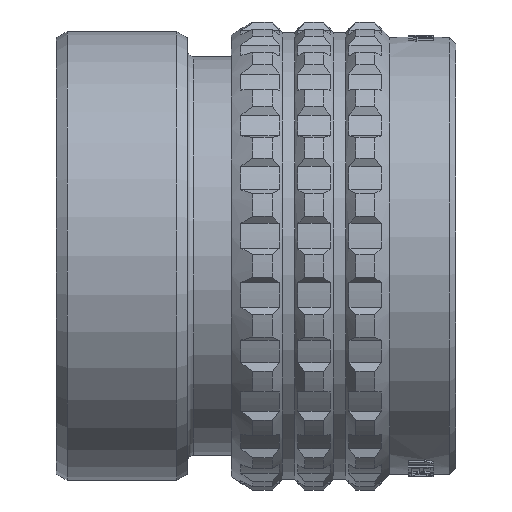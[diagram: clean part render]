
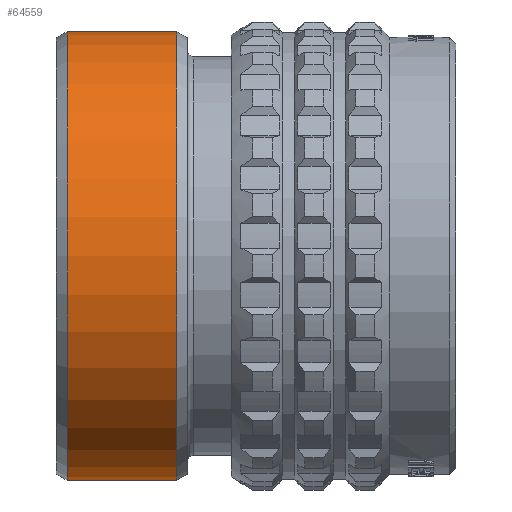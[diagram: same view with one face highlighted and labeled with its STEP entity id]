
A CAD part, top view. The second image highlights one B-rep face of the part: STEP entity #64559.
In plain terms, the highlighted cylindrical face has radius 17.975 mm (diameter 35.95 mm), a partial arc.
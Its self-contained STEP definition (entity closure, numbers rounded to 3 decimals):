
#60=DIRECTION('',(1.,0.,0.));
#61=VECTOR('',#60,8.768);
#62=CARTESIAN_POINT('',(-13.134,17.975,0.));
#63=LINE('4247',#62,#61);
#64=DIRECTION('',(1.,0.,0.));
#65=VECTOR('',#64,8.768);
#66=CARTESIAN_POINT('',(-13.134,-17.975,0.));
#67=LINE('4256',#66,#65);
#68=CARTESIAN_POINT('',(-13.134,0.,0.));
#69=DIRECTION('',(1.,0.,0.));
#70=DIRECTION('',(0.,1.,0.));
#71=AXIS2_PLACEMENT_3D('',#68,#69,#70);
#81=CARTESIAN_POINT('',(-4.366,0.,0.));
#82=DIRECTION('',(1.,0.,0.));
#83=DIRECTION('',(0.,1.,0.));
#84=AXIS2_PLACEMENT_3D('',#81,#82,#83);
#53116=CARTESIAN_POINT('',(-13.134,17.975,0.));
#53118=VERTEX_POINT('',#53116);
#53119=CARTESIAN_POINT('',(-4.366,17.975,0.));
#53120=VERTEX_POINT('',#53119);
#53128=CARTESIAN_POINT('',(-13.134,-17.975,0.));
#53130=VERTEX_POINT('',#53128);
#53131=CARTESIAN_POINT('',(-4.366,-17.975,0.));
#53132=VERTEX_POINT('',#53131);
#64547=CARTESIAN_POINT('',(19.6,0.,0.));
#64548=DIRECTION('',(-1.,0.,0.));
#64549=DIRECTION('',(0.,-1.,0.));
#64550=AXIS2_PLACEMENT_3D('',#64547,#64548,#64549);
#64551=CYLINDRICAL_SURFACE('270',#64550,17.975);
#64552=ORIENTED_EDGE('4247',*,*,#64530,.T.);
#64554=ORIENTED_EDGE('4287',*,*,#64553,.T.);
#64555=ORIENTED_EDGE('4256',*,*,#64533,.F.);
#64556=ORIENTED_EDGE('4286',*,*,#64490,.F.);
#64557=EDGE_LOOP('270',(#64552,#64554,#64555,#64556));
#64558=FACE_OUTER_BOUND('270',#64557,.F.);
#72=CIRCLE('4286',#71,17.975);
#85=CIRCLE('4287',#84,17.975);
#64490=EDGE_CURVE('4286',#53118,#53130,#72,.T.);
#64530=EDGE_CURVE('4247',#53118,#53120,#63,.T.);
#64533=EDGE_CURVE('4256',#53130,#53132,#67,.T.);
#64553=EDGE_CURVE('4287',#53120,#53132,#85,.T.);
#64559=ADVANCED_FACE('270',(#64558),#64551,.T.);
